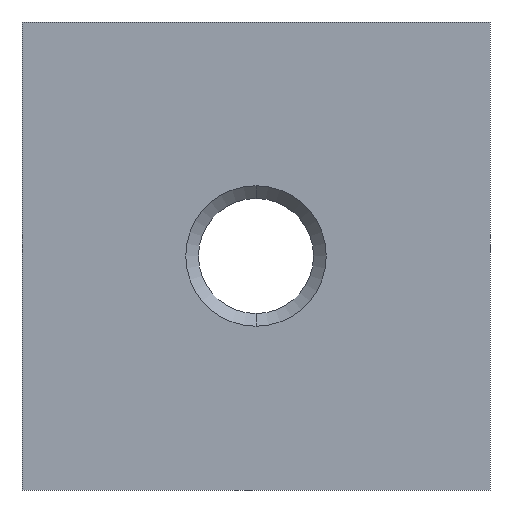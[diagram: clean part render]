
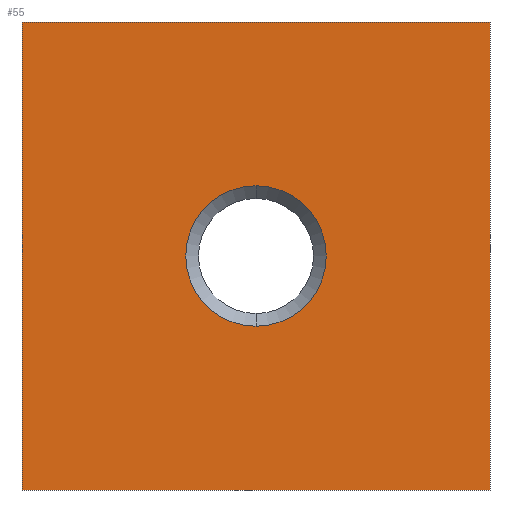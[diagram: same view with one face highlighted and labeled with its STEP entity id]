
A CAD part, front view. The second image highlights one B-rep face of the part: STEP entity #55.
In plain terms, the highlighted planar face has unit normal (0, -1, 0).
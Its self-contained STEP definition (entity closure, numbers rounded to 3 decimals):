
#16 = PLANE ( 'NONE',  #108 ) ;
#17 = CARTESIAN_POINT ( 'NONE',  ( 5., -3.3, 5. ) ) ;
#20 = VERTEX_POINT ( 'NONE', #322 ) ;
#25 = EDGE_CURVE ( 'NONE', #144, #20, #355, .T. ) ;
#29 = CARTESIAN_POINT ( 'NONE',  ( 0., -3.3, 0. ) ) ;
#47 = ORIENTED_EDGE ( 'NONE', *, *, #238, .T. ) ;
#51 = DIRECTION ( 'NONE',  ( 0., 0., 1. ) ) ;
#53 = VECTOR ( 'NONE', #386, 1000. ) ;
#55 = ADVANCED_FACE ( 'PLANAR_0', ( #186, #328 ), #16, .F. ) ;
#56 = DIRECTION ( 'NONE',  ( 0., 1., 0. ) ) ;
#58 = CARTESIAN_POINT ( 'NONE',  ( -5., -3.3, 5. ) ) ;
#59 = VERTEX_POINT ( 'NONE', #391 ) ;
#68 = VERTEX_POINT ( 'NONE', #431 ) ;
#71 = AXIS2_PLACEMENT_3D ( 'NONE', #396, #425, #122 ) ;
#72 = DIRECTION ( 'NONE',  ( 0., 0., 1. ) ) ;
#103 = CARTESIAN_POINT ( 'NONE',  ( -5., -3.3, 5. ) ) ;
#108 = AXIS2_PLACEMENT_3D ( 'NONE', #58, #56, #162 ) ;
#116 = EDGE_CURVE ( 'NONE', #59, #68, #354, .T. ) ;
#122 = DIRECTION ( 'NONE',  ( 0., 0., 1. ) ) ;
#123 = CARTESIAN_POINT ( 'NONE',  ( 5., -3.3, 5. ) ) ;
#138 = ORIENTED_EDGE ( 'NONE', *, *, #429, .F. ) ;
#139 = LINE ( 'NONE', #103, #392 ) ;
#144 = VERTEX_POINT ( 'NONE', #17 ) ;
#146 = LINE ( 'NONE', #178, #53 ) ;
#162 = DIRECTION ( 'NONE',  ( 0., 0., 1. ) ) ;
#163 = ORIENTED_EDGE ( 'NONE', *, *, #307, .F. ) ;
#165 = CIRCLE ( 'NONE', #317, 1.5 ) ;
#178 = CARTESIAN_POINT ( 'NONE',  ( 5., -3.3, -5. ) ) ;
#186 = FACE_OUTER_BOUND ( 'NONE', #340, .T. ) ;
#204 = ORIENTED_EDGE ( 'NONE', *, *, #370, .F. ) ;
#207 = VERTEX_POINT ( 'NONE', #436 ) ;
#223 = LINE ( 'NONE', #294, #313 ) ;
#230 = VERTEX_POINT ( 'NONE', #369 ) ;
#238 = EDGE_CURVE ( 'NONE', #68, #59, #165, .T. ) ;
#253 = ORIENTED_EDGE ( 'NONE', *, *, #116, .T. ) ;
#255 = VECTOR ( 'NONE', #430, 1000. ) ;
#267 = EDGE_LOOP ( 'NONE', ( #253, #47 ) ) ;
#268 = DIRECTION ( 'NONE',  ( 1., 0., 0. ) ) ;
#294 = CARTESIAN_POINT ( 'NONE',  ( -5., -3.3, -5. ) ) ;
#301 = ORIENTED_EDGE ( 'NONE', *, *, #25, .F. ) ;
#305 = DIRECTION ( 'NONE',  ( 0., 1., 0. ) ) ;
#307 = EDGE_CURVE ( 'NONE', #230, #144, #139, .T. ) ;
#313 = VECTOR ( 'NONE', #51, 1000. ) ;
#317 = AXIS2_PLACEMENT_3D ( 'NONE', #29, #305, #72 ) ;
#322 = CARTESIAN_POINT ( 'NONE',  ( 5., -3.3, -5. ) ) ;
#328 = FACE_BOUND ( 'NONE', #267, .T. ) ;
#340 = EDGE_LOOP ( 'NONE', ( #138, #204, #301, #163 ) ) ;
#354 = CIRCLE ( 'NONE', #71, 1.5 ) ;
#355 = LINE ( 'NONE', #123, #255 ) ;
#369 = CARTESIAN_POINT ( 'NONE',  ( -5., -3.3, 5. ) ) ;
#370 = EDGE_CURVE ( 'NONE', #20, #207, #146, .T. ) ;
#386 = DIRECTION ( 'NONE',  ( -1., 0., 0. ) ) ;
#391 = CARTESIAN_POINT ( 'NONE',  ( 0., -3.3, -1.5 ) ) ;
#392 = VECTOR ( 'NONE', #268, 1000. ) ;
#396 = CARTESIAN_POINT ( 'NONE',  ( 0., -3.3, 0. ) ) ;
#425 = DIRECTION ( 'NONE',  ( 0., 1., 0. ) ) ;
#429 = EDGE_CURVE ( 'NONE', #207, #230, #223, .T. ) ;
#430 = DIRECTION ( 'NONE',  ( 0., 0., -1. ) ) ;
#431 = CARTESIAN_POINT ( 'NONE',  ( 0., -3.3, 1.5 ) ) ;
#436 = CARTESIAN_POINT ( 'NONE',  ( -5., -3.3, -5. ) ) ;
